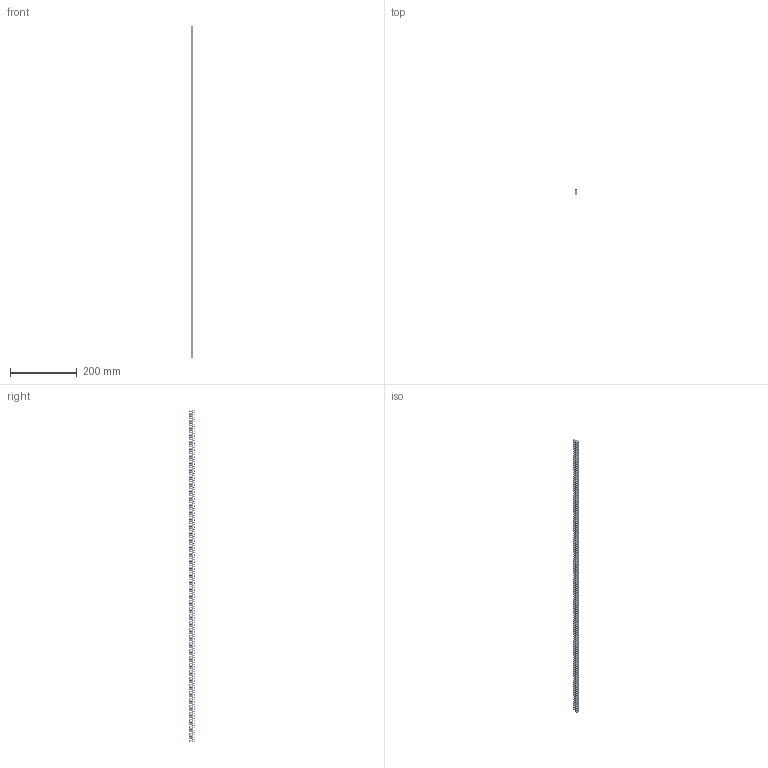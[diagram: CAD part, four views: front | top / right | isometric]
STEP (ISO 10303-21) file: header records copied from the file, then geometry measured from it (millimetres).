
FILE_DESCRIPTION (( 'STEP AP214' ), '1' );
FILE_NAME ('568668 (EB142).STEP', '2017-06-21T14:18:00', ( '' ), ( '' ), 'SwSTEP 2.0', 'SolidWorks 2015', '' );
FILE_SCHEMA (( 'AUTOMOTIVE_DESIGN' ));
Length unit declared in the file: millimetre
Products named in the file (3): Schraube M5x10_3; BAR; 568668 (EB142)
Assembly tree (143 placements, depth 2):
  568668 (EB142)
    BAR
    Schraube M5x10_3  x142
Bounding box: 8 x 18.5 x 995 mm (x, y, z)
Volume: 81660.5 mm3; surface area: 89018.6 mm2
Topology: 143 solids, 143 shells, 20596 faces, 47298 edges, 25994 vertices
Faces by surface type: bspline 10366, cylinder 5254, plane 3272, cone 1704
Entity records: 69625 total; most frequent: CARTESIAN_POINT 18085, DIRECTION 8201, ORIENTED_EDGE 7726, EDGE_CURVE 3863, AXIS2_PLACEMENT_3D 3417, VERTEX_POINT 2447, CIRCLE 2065, EDGE_LOOP 1706
